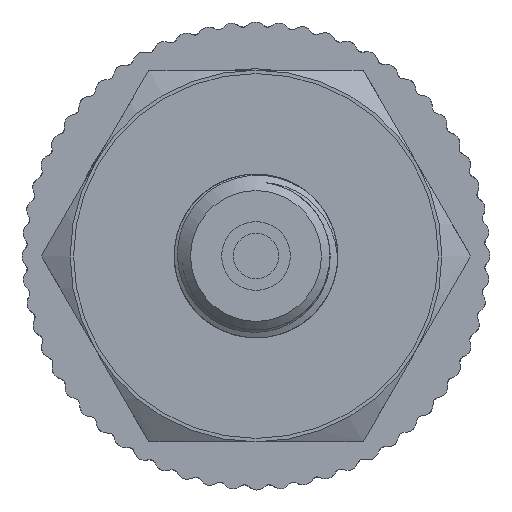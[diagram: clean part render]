
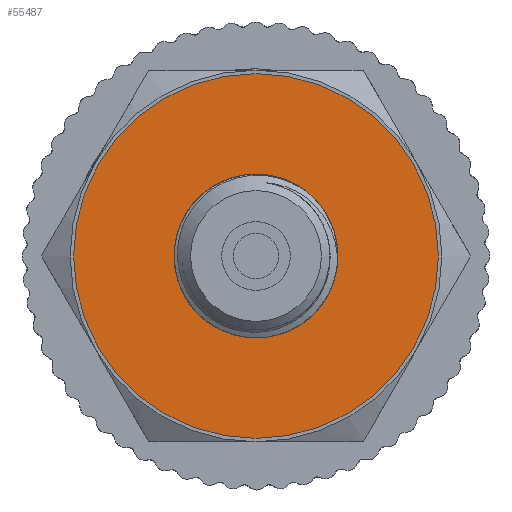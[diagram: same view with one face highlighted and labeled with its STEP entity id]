
A CAD part, left-side view. The second image highlights one B-rep face of the part: STEP entity #55487.
In plain terms, the highlighted planar face has unit normal (-1, 0, 0).
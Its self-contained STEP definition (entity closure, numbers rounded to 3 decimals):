
#5054=PLANE('',#58886);
#7200=FACE_BOUND('',#11752,.T.);
#8227=FACE_OUTER_BOUND('',#11751,.T.);
#11751=EDGE_LOOP('',(#38547));
#11752=EDGE_LOOP('',(#38548));
#15384=CIRCLE('',#58863,13.25);
#15395=CIRCLE('',#58883,5.942);
#22708=VERTEX_POINT('',#92983);
#22718=VERTEX_POINT('',#94219);
#28787=EDGE_CURVE('',#22708,#22708,#15384,.T.);
#28811=EDGE_CURVE('',#22718,#22718,#15395,.T.);
#38547=ORIENTED_EDGE('',*,*,#28787,.T.);
#38548=ORIENTED_EDGE('',*,*,#28811,.T.);
#55487=ADVANCED_FACE('',(#8227,#7200),#5054,.T.);
#58863=AXIS2_PLACEMENT_3D('',#92984,#66977,#66978);
#58883=AXIS2_PLACEMENT_3D('',#94220,#67020,#67021);
#58886=AXIS2_PLACEMENT_3D('',#94594,#67027,#67028);
#66977=DIRECTION('center_axis',(-1.,0.,0.));
#66978=DIRECTION('ref_axis',(0.,1.,0.));
#67020=DIRECTION('center_axis',(1.,0.,0.));
#67021=DIRECTION('ref_axis',(0.,1.,0.));
#67027=DIRECTION('center_axis',(-1.,0.,0.));
#67028=DIRECTION('ref_axis',(0.,0.,1.));
#92983=CARTESIAN_POINT('',(-47.,-13.25,0.));
#92984=CARTESIAN_POINT('Origin',(-47.,0.,0.));
#94219=CARTESIAN_POINT('',(-47.,-5.942,0.));
#94220=CARTESIAN_POINT('Origin',(-47.,0.,0.));
#94594=CARTESIAN_POINT('Origin',(-47.,13.5,0.));
